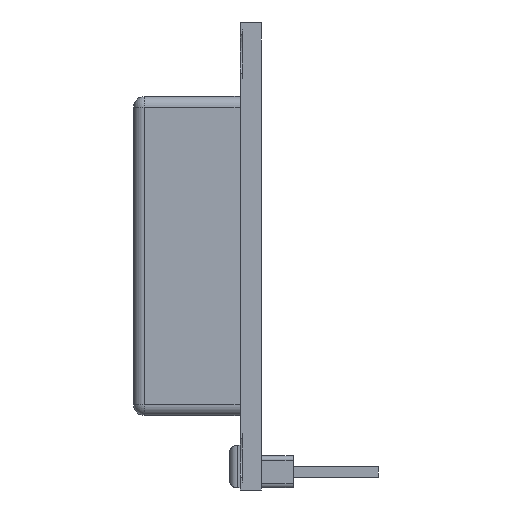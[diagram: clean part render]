
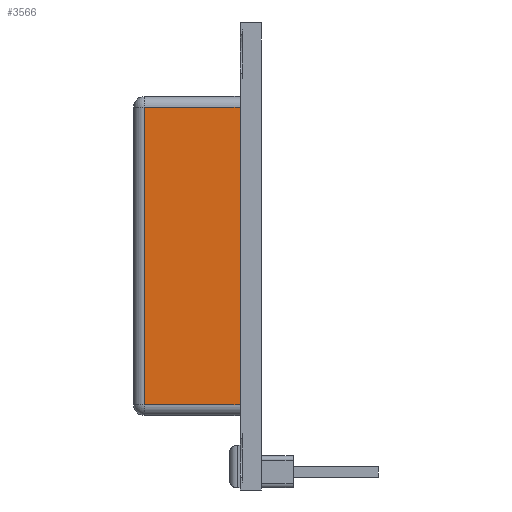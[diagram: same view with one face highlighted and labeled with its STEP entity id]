
A CAD part, left-side view. The second image highlights one B-rep face of the part: STEP entity #3566.
In plain terms, the highlighted planar face has unit normal (-1, 0, 0).
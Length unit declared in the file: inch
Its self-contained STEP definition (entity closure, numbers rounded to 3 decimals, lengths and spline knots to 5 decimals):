
#55 = CARTESIAN_POINT ( 'NONE',  ( -1.375, 0.375, 0.4375 ) ) ;
#424 = DIRECTION ( 'NONE',  ( 0., 0., 1. ) ) ;
#912 = LINE ( 'NONE', #5580, #15950 ) ;
#1768 = PLANE ( 'NONE',  #16304 ) ;
#1835 = DIRECTION ( 'NONE',  ( 0., 0., -1. ) ) ;
#3088 = EDGE_CURVE ( 'NONE', #17650, #18070, #6281, .T. ) ;
#3566 = ADVANCED_FACE ( 'NONE', ( #5319 ), #1768, .T. ) ;
#3576 = EDGE_CURVE ( 'NONE', #18070, #15226, #11234, .T. ) ;
#4115 = DIRECTION ( 'NONE',  ( 0., 0., 1. ) ) ;
#4251 = EDGE_CURVE ( 'NONE', #15226, #15438, #8265, .T. ) ;
#4987 = ORIENTED_EDGE ( 'NONE', *, *, #3088, .T. ) ;
#5246 = ORIENTED_EDGE ( 'NONE', *, *, #3576, .T. ) ;
#5319 = FACE_OUTER_BOUND ( 'NONE', #9595, .T. ) ;
#5580 = CARTESIAN_POINT ( 'NONE',  ( -1.375, 0.0625, 0. ) ) ;
#6281 = LINE ( 'NONE', #55, #9679 ) ;
#6651 = CARTESIAN_POINT ( 'NONE',  ( -1.375, 0.0625, 0.4375 ) ) ;
#7703 = EDGE_CURVE ( 'NONE', #15438, #17650, #912, .T. ) ;
#7803 = VECTOR ( 'NONE', #10741, 39.37008 ) ;
#8265 = LINE ( 'NONE', #15056, #7803 ) ;
#8833 = DIRECTION ( 'NONE',  ( 0., 1., 0. ) ) ;
#9195 = DIRECTION ( 'NONE',  ( -1., 0., 0. ) ) ;
#9595 = EDGE_LOOP ( 'NONE', ( #12027, #4987, #5246, #16266 ) ) ;
#9679 = VECTOR ( 'NONE', #8833, 39.37008 ) ;
#10509 = CARTESIAN_POINT ( 'NONE',  ( -1.375, 0.34375, 0.4375 ) ) ;
#10641 = CARTESIAN_POINT ( 'NONE',  ( -1.375, 0.34375, 0. ) ) ;
#10741 = DIRECTION ( 'NONE',  ( 0., -1., 0. ) ) ;
#11234 = LINE ( 'NONE', #10641, #18506 ) ;
#12027 = ORIENTED_EDGE ( 'NONE', *, *, #7703, .T. ) ;
#13770 = CARTESIAN_POINT ( 'NONE',  ( -1.375, 0.34375, -0.4375 ) ) ;
#14011 = CARTESIAN_POINT ( 'NONE',  ( -1.375, 0.0625, -0.4375 ) ) ;
#15056 = CARTESIAN_POINT ( 'NONE',  ( -1.375, 0.375, -0.4375 ) ) ;
#15226 = VERTEX_POINT ( 'NONE', #13770 ) ;
#15438 = VERTEX_POINT ( 'NONE', #14011 ) ;
#15950 = VECTOR ( 'NONE', #4115, 39.37008 ) ;
#16266 = ORIENTED_EDGE ( 'NONE', *, *, #4251, .T. ) ;
#16304 = AXIS2_PLACEMENT_3D ( 'NONE', #17872, #9195, #424 ) ;
#17650 = VERTEX_POINT ( 'NONE', #6651 ) ;
#17872 = CARTESIAN_POINT ( 'NONE',  ( -1.375, 0.375, 0. ) ) ;
#18070 = VERTEX_POINT ( 'NONE', #10509 ) ;
#18506 = VECTOR ( 'NONE', #1835, 39.37008 ) ;
